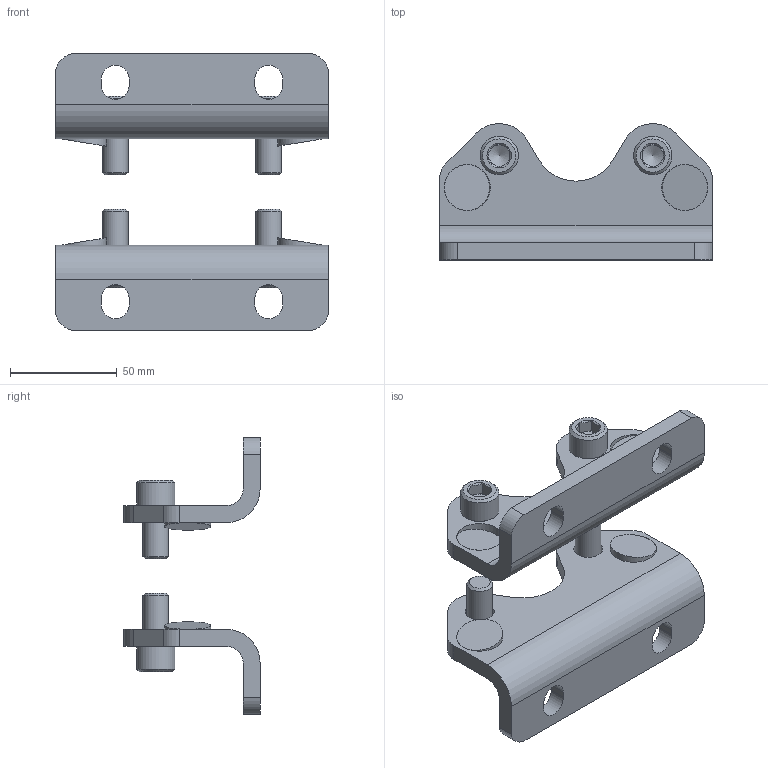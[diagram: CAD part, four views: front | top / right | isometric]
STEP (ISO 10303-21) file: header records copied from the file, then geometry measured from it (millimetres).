
FILE_DESCRIPTION(/* description */ ('STEP AP214'),/* implementation_level */ '2;1');
FILE_NAME(/* name */ '158453_HP-80',/* time_stamp */ '2024-08-27T05:47:26+02:00',/* author */ ('License CC BY-ND 4.0'),/* organization */ ('CADENAS'),/* preprocessor_version */ 'ST-DEVELOPER v19.3',/* originating_system */ 'PARTsolutions',/* authorisation */ ' ');
FILE_SCHEMA (('PROCESS_PLANNING_SCHEMA','AP242_MANAGED_MODEL_BASED_3D_ENGINEERING_MIM_LF { 1 0 10303 442 3 1 4 }','AUTOMOTIVE_DESIGN {1 0 10303 214 3 1 1}'));
Length unit declared in the file: millimetre
Products named in the file (3): 158453 HP-80---(50); 158453 HP-80---(0F); DIN-912 - M12x25(F)
Assembly tree (6 placements, depth 2):
  158453 HP-80---(50)
    158453 HP-80---(0F)  x2
    DIN-912 - M12x25(F)  x4
Bounding box: 128 x 63.99 x 130 mm (x, y, z)
Volume: 171771.9 mm3; surface area: 57482.8 mm2
Topology: 6 solids, 6 shells, 188 faces, 410 edges, 246 vertices
Faces by surface type: plane 98, cone 44, cylinder 42, torus 4
Full cylindrical faces by diameter (mm): 12 x4, 13.5 x4, 18 x4, 21.6 x4
Entity records: 1898 total; most frequent: DIRECTION 332, CARTESIAN_POINT 328, ORIENTED_EDGE 268, EDGE_CURVE 134, AXIS2_PLACEMENT_3D 131, FACE_BOUND 93, EDGE_LOOP 92, VERTEX_POINT 91
